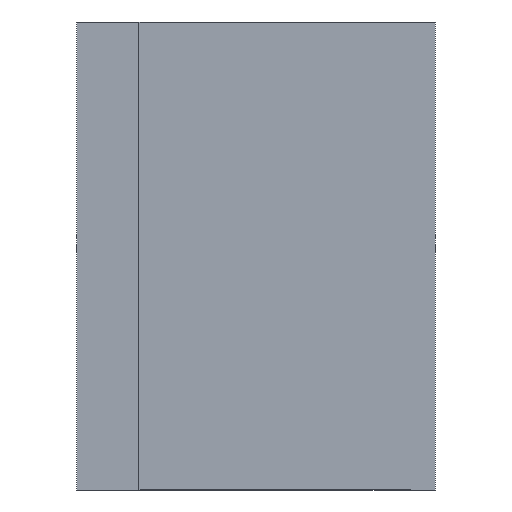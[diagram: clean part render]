
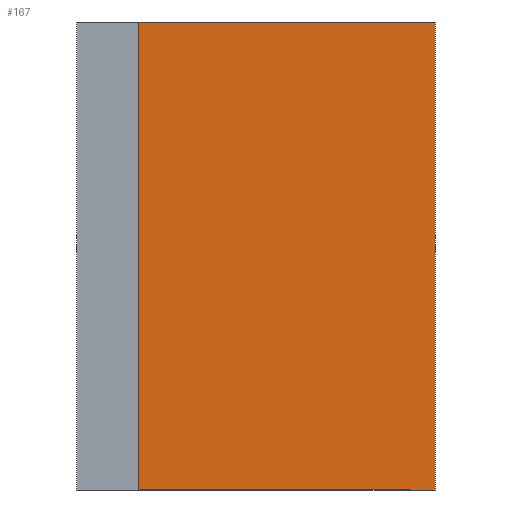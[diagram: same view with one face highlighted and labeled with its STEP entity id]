
A CAD part, left-side view. The second image highlights one B-rep face of the part: STEP entity #167.
In plain terms, the highlighted planar face has unit normal (-1, 0, 0).
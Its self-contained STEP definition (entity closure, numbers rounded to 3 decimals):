
#21=FACE_OUTER_BOUND('',#30,.T.);
#30=EDGE_LOOP('',(#140,#141,#142,#143));
#41=LINE('',#260,#62);
#48=LINE('',#274,#69);
#51=LINE('',#279,#72);
#53=LINE('',#282,#74);
#62=VECTOR('',#215,10.);
#69=VECTOR('',#226,10.);
#72=VECTOR('',#231,10.);
#74=VECTOR('',#235,10.);
#81=VERTEX_POINT('',#257);
#82=VERTEX_POINT('',#259);
#87=VERTEX_POINT('',#273);
#88=VERTEX_POINT('',#278);
#97=EDGE_CURVE('',#81,#82,#41,.T.);
#104=EDGE_CURVE('',#87,#82,#48,.T.);
#107=EDGE_CURVE('',#88,#87,#51,.T.);
#109=EDGE_CURVE('',#81,#88,#53,.T.);
#140=ORIENTED_EDGE('',*,*,#104,.T.);
#141=ORIENTED_EDGE('',*,*,#97,.F.);
#142=ORIENTED_EDGE('',*,*,#109,.T.);
#143=ORIENTED_EDGE('',*,*,#107,.T.);
#158=PLANE('',#196);
#167=ADVANCED_FACE('',(#21),#158,.T.);
#196=AXIS2_PLACEMENT_3D('',#281,#233,#234);
#215=DIRECTION('',(0.,1.,0.));
#226=DIRECTION('',(0.,0.,-1.));
#231=DIRECTION('',(0.,1.,0.));
#233=DIRECTION('center_axis',(-1.,0.,0.));
#234=DIRECTION('ref_axis',(0.,0.,1.));
#235=DIRECTION('',(0.,0.,1.));
#257=CARTESIAN_POINT('',(-12.5,0.,-7.5));
#259=CARTESIAN_POINT('',(-12.5,9.5,-7.5));
#260=CARTESIAN_POINT('',(-12.5,0.,-7.5));
#273=CARTESIAN_POINT('',(-12.5,9.5,7.5));
#274=CARTESIAN_POINT('',(-12.5,9.5,-3.75));
#278=CARTESIAN_POINT('',(-12.5,0.,7.5));
#279=CARTESIAN_POINT('',(-12.5,0.,7.5));
#281=CARTESIAN_POINT('Origin',(-12.5,0.,-7.5));
#282=CARTESIAN_POINT('',(-12.5,0.,-7.5));
